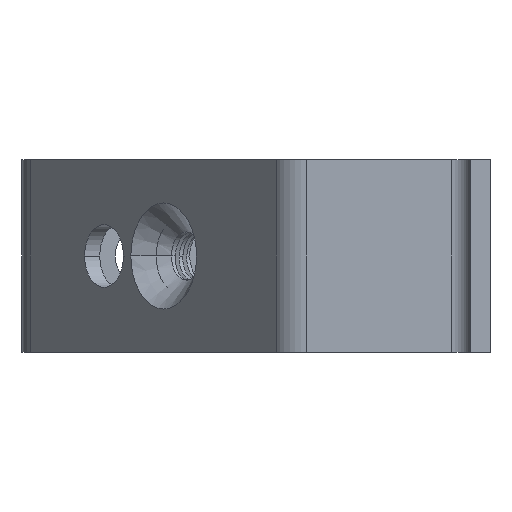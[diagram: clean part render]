
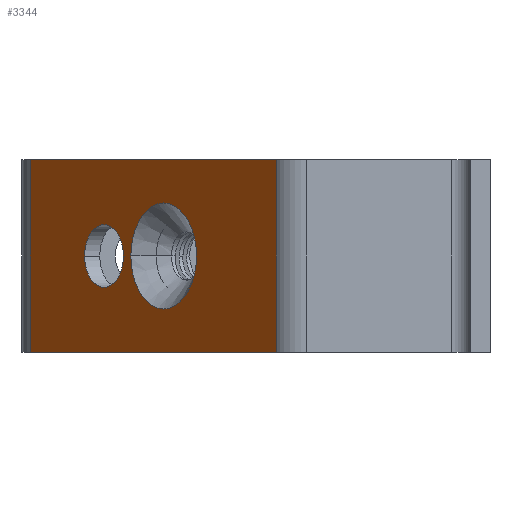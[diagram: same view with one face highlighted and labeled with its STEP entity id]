
A CAD part, left-side view. The second image highlights one B-rep face of the part: STEP entity #3344.
In plain terms, the highlighted planar face has unit normal (-0.618, 0.786, 0).
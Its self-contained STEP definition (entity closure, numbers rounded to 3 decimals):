
#23 = VERTEX_POINT ( 'NONE', #1328 ) ;
#142 = FACE_BOUND ( 'NONE', #1641, .T. ) ;
#242 = CIRCLE ( 'NONE', #2863, 5.5 ) ;
#245 = VERTEX_POINT ( 'NONE', #2420 ) ;
#310 = EDGE_CURVE ( 'NONE', #1837, #3948, #3037, .T. ) ;
#370 = AXIS2_PLACEMENT_3D ( 'NONE', #2852, #3912, #3500 ) ;
#396 = ORIENTED_EDGE ( 'NONE', *, *, #1096, .T. ) ;
#432 = CARTESIAN_POINT ( 'NONE',  ( -25.088, 47.644, 20. ) ) ;
#497 = CARTESIAN_POINT ( 'NONE',  ( -24., 48.5, 20. ) ) ;
#502 = DIRECTION ( 'NONE',  ( 0.786, 0.618, 0. ) ) ;
#734 = CIRCLE ( 'NONE', #2792, 5.5 ) ;
#825 = ORIENTED_EDGE ( 'NONE', *, *, #3931, .F. ) ;
#830 = FACE_BOUND ( 'NONE', #2441, .T. ) ;
#897 = CARTESIAN_POINT ( 'NONE',  ( -38.34, 37.221, 10. ) ) ;
#937 = CIRCLE ( 'NONE', #370, 3.25 ) ;
#1015 = EDGE_CURVE ( 'NONE', #245, #1793, #937, .T. ) ;
#1016 = DIRECTION ( 'NONE',  ( 0.786, 0.618, 0. ) ) ;
#1096 = EDGE_CURVE ( 'NONE', #23, #1107, #1834, .T. ) ;
#1107 = VERTEX_POINT ( 'NONE', #3540 ) ;
#1143 = VECTOR ( 'NONE', #1016, 1000. ) ;
#1186 = CARTESIAN_POINT ( 'NONE',  ( -57.473, 22.173, 20. ) ) ;
#1231 = CARTESIAN_POINT ( 'NONE',  ( -42.663, 33.821, 10. ) ) ;
#1246 = FACE_OUTER_BOUND ( 'NONE', #1274, .T. ) ;
#1274 = EDGE_LOOP ( 'NONE', ( #2907, #396, #825, #3783 ) ) ;
#1289 = CARTESIAN_POINT ( 'NONE',  ( -46.986, 30.42, 10. ) ) ;
#1290 = VECTOR ( 'NONE', #502, 1000. ) ;
#1328 = CARTESIAN_POINT ( 'NONE',  ( -57.473, 22.173, 20. ) ) ;
#1471 = CARTESIAN_POINT ( 'NONE',  ( -25.088, 47.644, 0. ) ) ;
#1589 = DIRECTION ( 'NONE',  ( -0.786, -0.618, 0. ) ) ;
#1641 = EDGE_LOOP ( 'NONE', ( #3802, #2314 ) ) ;
#1743 = DIRECTION ( 'NONE',  ( 0., 0., 1. ) ) ;
#1793 = VERTEX_POINT ( 'NONE', #3179 ) ;
#1834 = LINE ( 'NONE', #1186, #1290 ) ;
#1837 = VERTEX_POINT ( 'NONE', #2475 ) ;
#1851 = DIRECTION ( 'NONE',  ( 0.618, -0.786, 0. ) ) ;
#1945 = VECTOR ( 'NONE', #1743, 1000. ) ;
#1960 = CARTESIAN_POINT ( 'NONE',  ( -57.473, 22.173, 20. ) ) ;
#2230 = AXIS2_PLACEMENT_3D ( 'NONE', #2920, #3210, #1589 ) ;
#2289 = EDGE_CURVE ( 'NONE', #23, #1837, #2336, .T. ) ;
#2314 = ORIENTED_EDGE ( 'NONE', *, *, #3599, .F. ) ;
#2336 = LINE ( 'NONE', #1960, #3212 ) ;
#2420 = CARTESIAN_POINT ( 'NONE',  ( -37.358, 37.994, 10. ) ) ;
#2441 = EDGE_LOOP ( 'NONE', ( #3328, #2971 ) ) ;
#2475 = CARTESIAN_POINT ( 'NONE',  ( -57.473, 22.173, 0. ) ) ;
#2622 = EDGE_CURVE ( 'NONE', #4182, #4324, #734, .T. ) ;
#2792 = AXIS2_PLACEMENT_3D ( 'NONE', #3253, #2918, #2963 ) ;
#2848 = PLANE ( 'NONE',  #3942 ) ;
#2852 = CARTESIAN_POINT ( 'NONE',  ( -34.803, 40.003, 10. ) ) ;
#2863 = AXIS2_PLACEMENT_3D ( 'NONE', #1231, #3302, #4313 ) ;
#2872 = DIRECTION ( 'NONE',  ( 0.786, 0.618, 0. ) ) ;
#2907 = ORIENTED_EDGE ( 'NONE', *, *, #2289, .F. ) ;
#2918 = DIRECTION ( 'NONE',  ( -0.618, 0.786, 0. ) ) ;
#2920 = CARTESIAN_POINT ( 'NONE',  ( -34.803, 40.003, 10. ) ) ;
#2963 = DIRECTION ( 'NONE',  ( -0.786, -0.618, 0. ) ) ;
#2971 = ORIENTED_EDGE ( 'NONE', *, *, #2622, .F. ) ;
#3037 = LINE ( 'NONE', #4409, #1143 ) ;
#3179 = CARTESIAN_POINT ( 'NONE',  ( -32.249, 42.012, 10. ) ) ;
#3210 = DIRECTION ( 'NONE',  ( -0.618, 0.786, 0. ) ) ;
#3212 = VECTOR ( 'NONE', #4348, 1000. ) ;
#3253 = CARTESIAN_POINT ( 'NONE',  ( -42.663, 33.821, 10. ) ) ;
#3302 = DIRECTION ( 'NONE',  ( -0.618, 0.786, 0. ) ) ;
#3328 = ORIENTED_EDGE ( 'NONE', *, *, #3650, .F. ) ;
#3344 = ADVANCED_FACE ( 'NONE', ( #1246, #142, #830 ), #2848, .F. ) ;
#3363 = CIRCLE ( 'NONE', #2230, 3.25 ) ;
#3454 = LINE ( 'NONE', #432, #1945 ) ;
#3500 = DIRECTION ( 'NONE',  ( -0.786, -0.618, 0. ) ) ;
#3540 = CARTESIAN_POINT ( 'NONE',  ( -25.088, 47.644, 20. ) ) ;
#3599 = EDGE_CURVE ( 'NONE', #1793, #245, #3363, .T. ) ;
#3650 = EDGE_CURVE ( 'NONE', #4324, #4182, #242, .T. ) ;
#3783 = ORIENTED_EDGE ( 'NONE', *, *, #310, .F. ) ;
#3802 = ORIENTED_EDGE ( 'NONE', *, *, #1015, .F. ) ;
#3912 = DIRECTION ( 'NONE',  ( -0.618, 0.786, 0. ) ) ;
#3931 = EDGE_CURVE ( 'NONE', #3948, #1107, #3454, .T. ) ;
#3942 = AXIS2_PLACEMENT_3D ( 'NONE', #497, #1851, #2872 ) ;
#3948 = VERTEX_POINT ( 'NONE', #1471 ) ;
#4182 = VERTEX_POINT ( 'NONE', #897 ) ;
#4313 = DIRECTION ( 'NONE',  ( -0.786, -0.618, 0. ) ) ;
#4324 = VERTEX_POINT ( 'NONE', #1289 ) ;
#4348 = DIRECTION ( 'NONE',  ( 0., 0., -1. ) ) ;
#4409 = CARTESIAN_POINT ( 'NONE',  ( -57.473, 22.173, 0. ) ) ;
